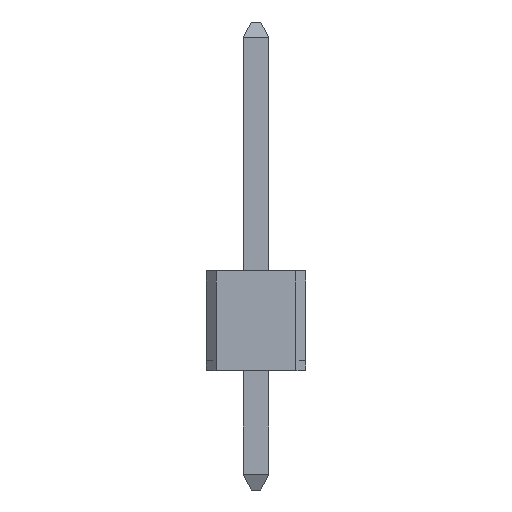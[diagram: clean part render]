
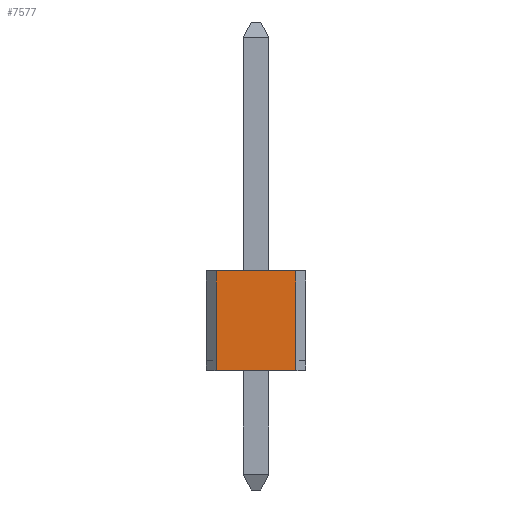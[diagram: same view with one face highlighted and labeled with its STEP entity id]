
A CAD part, left-side view. The second image highlights one B-rep face of the part: STEP entity #7577.
In plain terms, the highlighted planar face has unit normal (-1, 0, 0).
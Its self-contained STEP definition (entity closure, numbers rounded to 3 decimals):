
#70=FACE_OUTER_BOUND('',#522,.T.);
#522=EDGE_LOOP('',(#4927,#4928,#4929,#4930));
#995=LINE('',#10473,#2057);
#1092=LINE('',#10681,#2154);
#1093=LINE('',#10684,#2155);
#1094=LINE('',#10685,#2156);
#2057=VECTOR('',#8496,2.032);
#2154=VECTOR('',#8627,2.54);
#2155=VECTOR('',#8630,2.032);
#2156=VECTOR('',#8631,2.54);
#3118=VERTEX_POINT('',#10470);
#3119=VERTEX_POINT('',#10472);
#3213=VERTEX_POINT('',#10679);
#3214=VERTEX_POINT('',#10683);
#3763=EDGE_CURVE('',#3119,#3118,#995,.T.);
#3860=EDGE_CURVE('',#3118,#3213,#1092,.T.);
#3861=EDGE_CURVE('',#3214,#3213,#1093,.T.);
#3862=EDGE_CURVE('',#3119,#3214,#1094,.T.);
#4927=ORIENTED_EDGE('',*,*,#3763,.T.);
#4928=ORIENTED_EDGE('',*,*,#3860,.T.);
#4929=ORIENTED_EDGE('',*,*,#3861,.F.);
#4930=ORIENTED_EDGE('',*,*,#3862,.F.);
#6960=PLANE('',#8044);
#7577=ADVANCED_FACE('',(#70),#6960,.T.);
#8044=AXIS2_PLACEMENT_3D('',#10682,#8628,#8629);
#8496=DIRECTION('',(0.,0.,1.));
#8627=DIRECTION('',(0.,1.,0.));
#8628=DIRECTION('center_axis',(-1.,0.,0.));
#8629=DIRECTION('ref_axis',(0.,0.,1.));
#8630=DIRECTION('',(0.,0.,1.));
#8631=DIRECTION('',(0.,1.,0.));
#10470=CARTESIAN_POINT('',(-1.27,0.,1.016));
#10472=CARTESIAN_POINT('',(-1.27,0.,-1.016));
#10473=CARTESIAN_POINT('',(-1.27,0.,-1.016));
#10679=CARTESIAN_POINT('',(-1.27,2.54,1.016));
#10681=CARTESIAN_POINT('',(-1.27,0.,1.016));
#10682=CARTESIAN_POINT('Origin',(-1.27,0.,-1.016));
#10683=CARTESIAN_POINT('',(-1.27,2.54,-1.016));
#10684=CARTESIAN_POINT('',(-1.27,2.54,-1.016));
#10685=CARTESIAN_POINT('',(-1.27,0.,-1.016));
